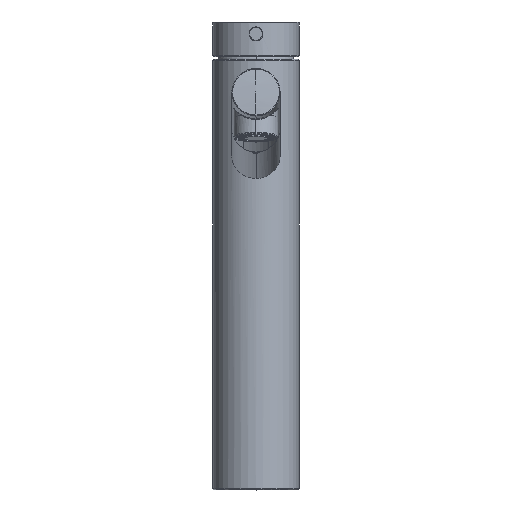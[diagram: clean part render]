
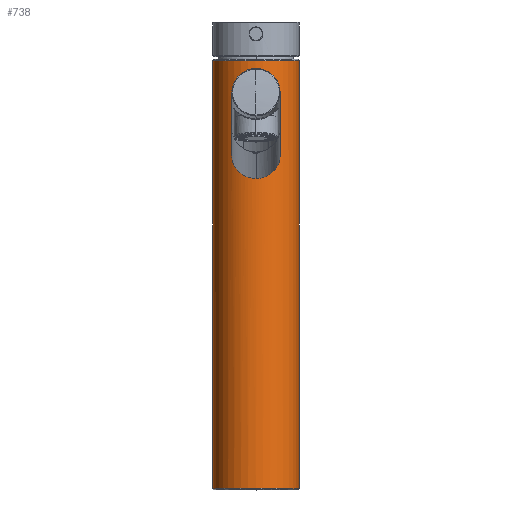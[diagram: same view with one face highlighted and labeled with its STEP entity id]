
A CAD part, top view. The second image highlights one B-rep face of the part: STEP entity #738.
In plain terms, the highlighted cylindrical face has radius 25 mm (diameter 50 mm), a partial arc.
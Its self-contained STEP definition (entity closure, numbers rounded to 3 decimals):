
#738=ADVANCED_FACE('',(#2282,#2283),#2284,.T.);
#2282=FACE_BOUND('',#8442,.T.);
#2283=FACE_OUTER_BOUND('',#8443,.T.);
#2284=CYLINDRICAL_SURFACE('',#8444,25.0);
#8442=EDGE_LOOP('',(#14764,#14765));
#8443=EDGE_LOOP('',(#14766,#14767,#14768,#14769,#14770,#14771));
#8444=AXIS2_PLACEMENT_3D('',#14772,#14773,#14774);
#14764=ORIENTED_EDGE('',*,*,#18935,.T.);
#14765=ORIENTED_EDGE('',*,*,#18939,.T.);
#14766=ORIENTED_EDGE('',*,*,#18940,.F.);
#14767=ORIENTED_EDGE('',*,*,#18941,.T.);
#14768=ORIENTED_EDGE('',*,*,#18150,.T.);
#14769=ORIENTED_EDGE('',*,*,#18942,.T.);
#14770=ORIENTED_EDGE('',*,*,#18152,.F.);
#14771=ORIENTED_EDGE('',*,*,#18943,.F.);
#14772=CARTESIAN_POINT('',(0.0,262.5,0.0));
#14773=DIRECTION('',(0.0,1.0,-0.0));
#14774=DIRECTION('',(-1.0,0.0,0.0));
#18150=EDGE_CURVE('',#21202,#21206,#21208,.T.);
#18152=EDGE_CURVE('',#21209,#21212,#21213,.T.);
#18935=EDGE_CURVE('',#22466,#22464,#22467,.T.);
#18939=EDGE_CURVE('',#22464,#22466,#22472,.T.);
#18940=EDGE_CURVE('',#21230,#21220,#22473,.T.);
#18941=EDGE_CURVE('',#21230,#21202,#22474,.T.);
#18942=EDGE_CURVE('',#21206,#21212,#22475,.T.);
#18943=EDGE_CURVE('',#21220,#21209,#22476,.T.);
#21202=VERTEX_POINT('',#27374);
#21206=VERTEX_POINT('',#27378);
#21208=CIRCLE('',#27380,25.0);
#21209=VERTEX_POINT('',#27381);
#21212=VERTEX_POINT('',#27384);
#21213=CIRCLE('',#27385,25.0);
#21220=VERTEX_POINT('',#27392);
#21230=VERTEX_POINT('',#27402);
#22464=VERTEX_POINT('',#31391);
#22466=VERTEX_POINT('',#31394);
#22467=B_SPLINE_CURVE_WITH_KNOTS('',3,(#31395,#31396,#31397,#31398,#31399,#31400,#31401,#31402,#31403,#31404,#31405,#31406,#31407,#31408,#31409,#31410,#31411,#31412,#31413,#31414,#31415,#31416,#31417,#31418,#31419,#31420,#31421,#31422,#31423,#31424,#31425,#31426,#31427,#31428,#31429,#31430,#31431,#31432,#31433,#31434,#31435),.UNSPECIFIED.,.F.,.F.,(4,2,2,2,2,2,2,2,2,2,3,2,2,2,2,2,2,2,2,4),(-24.004,-21.339,-18.674,-16.009,-13.345,-10.68,-8.01,-5.34,-2.67,-1.335,0.0,2.871,5.741,8.612,11.482,14.19,16.897,19.605,22.312,25.02),.UNSPECIFIED.);
#22472=B_SPLINE_CURVE_WITH_KNOTS('',3,(#31459,#31460,#31461,#31462,#31463,#31464,#31465,#31466,#31467,#31468,#31469,#31470,#31471,#31472,#31473,#31474,#31475,#31476,#31477,#31478,#31479,#31480,#31481,#31482,#31483,#31484,#31485,#31486,#31487,#31488,#31489,#31490,#31491,#31492,#31493,#31494,#31495,#31496,#31497,#31498),.UNSPECIFIED.,.F.,.F.,(4,2,2,2,2,2,2,2,2,2,2,2,2,2,2,2,2,2,2,4),(19.605,22.312,25.02,27.727,30.434,33.142,36.013,38.883,41.754,44.624,45.959,47.294,49.964,52.634,55.304,57.969,60.634,63.298,65.963,68.628),.UNSPECIFIED.);
#22473=LINE('',#31499,#31500);
#22474=CIRCLE('',#31501,25.0);
#22475=LINE('',#31502,#31503);
#22476=CIRCLE('',#31504,25.0);
#27374=CARTESIAN_POINT('',(24.997,0.8,0.408));
#27378=CARTESIAN_POINT('',(25.0,0.8,0.0));
#27380=AXIS2_PLACEMENT_3D('',#35591,#35592,#35593);
#27381=CARTESIAN_POINT('',(24.993,249.2,0.603));
#27384=CARTESIAN_POINT('',(25.0,249.2,0.0));
#27385=AXIS2_PLACEMENT_3D('',#35597,#35598,#35599);
#27392=CARTESIAN_POINT('',(-25.0,249.2,0.0));
#27402=CARTESIAN_POINT('',(-25.0,0.8,0.0));
#31391=CARTESIAN_POINT('',(0.,209.216,25.));
#31394=CARTESIAN_POINT('',(0.0,180.784,25.));
#31395=CARTESIAN_POINT('',(2.712,181.027,24.853));
#31396=CARTESIAN_POINT('',(1.804,180.863,24.952));
#31397=CARTESIAN_POINT('',(0.888,180.784,25.0));
#31398=CARTESIAN_POINT('',(-0.888,180.784,25.0));
#31399=CARTESIAN_POINT('',(-1.804,180.863,24.952));
#31400=CARTESIAN_POINT('',(-3.619,181.192,24.753));
#31401=CARTESIAN_POINT('',(-4.519,181.442,24.604));
#31402=CARTESIAN_POINT('',(-6.241,182.103,24.225));
#31403=CARTESIAN_POINT('',(-7.064,182.514,23.995));
#31404=CARTESIAN_POINT('',(-8.585,183.466,23.494));
#31405=CARTESIAN_POINT('',(-9.282,184.007,23.223));
#31406=CARTESIAN_POINT('',(-10.518,185.169,22.69));
#31407=CARTESIAN_POINT('',(-11.101,185.83,22.408));
#31408=CARTESIAN_POINT('',(-12.129,187.286,21.868));
#31409=CARTESIAN_POINT('',(-12.574,188.081,21.612));
#31410=CARTESIAN_POINT('',(-13.29,189.758,21.179));
#31411=CARTESIAN_POINT('',(-13.561,190.643,21.003));
#31412=CARTESIAN_POINT('',(-13.828,191.991,20.828));
#31413=CARTESIAN_POINT('',(-13.893,192.444,20.784));
#31414=CARTESIAN_POINT('',(-13.979,193.348,20.726));
#31415=CARTESIAN_POINT('',(-14.0,193.799,20.712));
#31416=CARTESIAN_POINT('',(-14.0,194.244,20.712));
#31417=CARTESIAN_POINT('',(-14.0,195.201,20.712));
#31418=CARTESIAN_POINT('',(-13.904,196.179,20.778));
#31419=CARTESIAN_POINT('',(-13.52,198.114,21.03));
#31420=CARTESIAN_POINT('',(-13.233,199.071,21.215));
#31421=CARTESIAN_POINT('',(-12.49,200.903,21.66));
#31422=CARTESIAN_POINT('',(-12.035,201.78,21.921));
#31423=CARTESIAN_POINT('',(-10.99,203.409,22.463));
#31424=CARTESIAN_POINT('',(-10.4,204.161,22.744));
#31425=CARTESIAN_POINT('',(-9.178,205.462,23.263));
#31426=CARTESIAN_POINT('',(-8.505,206.067,23.522));
#31427=CARTESIAN_POINT('',(-7.03,207.151,24.004));
#31428=CARTESIAN_POINT('',(-6.226,207.631,24.228));
#31429=CARTESIAN_POINT('',(-4.532,208.412,24.601));
#31430=CARTESIAN_POINT('',(-3.64,208.715,24.75));
#31431=CARTESIAN_POINT('',(-1.825,209.117,24.95));
#31432=CARTESIAN_POINT('',(-0.902,209.216,25.0));
#31433=CARTESIAN_POINT('',(0.902,209.216,25.0));
#31434=CARTESIAN_POINT('',(1.825,209.117,24.95));
#31435=CARTESIAN_POINT('',(2.733,208.916,24.85));
#31459=CARTESIAN_POINT('',(-2.733,208.916,24.85));
#31460=CARTESIAN_POINT('',(-1.825,209.117,24.95));
#31461=CARTESIAN_POINT('',(-0.902,209.216,25.0));
#31462=CARTESIAN_POINT('',(0.902,209.216,25.0));
#31463=CARTESIAN_POINT('',(1.825,209.117,24.95));
#31464=CARTESIAN_POINT('',(3.64,208.715,24.75));
#31465=CARTESIAN_POINT('',(4.532,208.412,24.601));
#31466=CARTESIAN_POINT('',(6.226,207.631,24.228));
#31467=CARTESIAN_POINT('',(7.03,207.151,24.004));
#31468=CARTESIAN_POINT('',(8.505,206.067,23.522));
#31469=CARTESIAN_POINT('',(9.178,205.462,23.263));
#31470=CARTESIAN_POINT('',(10.4,204.161,22.744));
#31471=CARTESIAN_POINT('',(10.99,203.409,22.463));
#31472=CARTESIAN_POINT('',(12.035,201.78,21.921));
#31473=CARTESIAN_POINT('',(12.49,200.903,21.66));
#31474=CARTESIAN_POINT('',(13.233,199.071,21.215));
#31475=CARTESIAN_POINT('',(13.52,198.114,21.03));
#31476=CARTESIAN_POINT('',(13.904,196.179,20.778));
#31477=CARTESIAN_POINT('',(14.0,195.201,20.712));
#31478=CARTESIAN_POINT('',(14.0,193.799,20.712));
#31479=CARTESIAN_POINT('',(13.979,193.348,20.726));
#31480=CARTESIAN_POINT('',(13.893,192.444,20.784));
#31481=CARTESIAN_POINT('',(13.828,191.991,20.828));
#31482=CARTESIAN_POINT('',(13.561,190.643,21.003));
#31483=CARTESIAN_POINT('',(13.29,189.758,21.179));
#31484=CARTESIAN_POINT('',(12.574,188.081,21.612));
#31485=CARTESIAN_POINT('',(12.129,187.286,21.868));
#31486=CARTESIAN_POINT('',(11.101,185.83,22.408));
#31487=CARTESIAN_POINT('',(10.518,185.169,22.69));
#31488=CARTESIAN_POINT('',(9.282,184.007,23.223));
#31489=CARTESIAN_POINT('',(8.585,183.466,23.494));
#31490=CARTESIAN_POINT('',(7.064,182.514,23.995));
#31491=CARTESIAN_POINT('',(6.241,182.103,24.225));
#31492=CARTESIAN_POINT('',(4.519,181.442,24.604));
#31493=CARTESIAN_POINT('',(3.619,181.192,24.753));
#31494=CARTESIAN_POINT('',(1.804,180.863,24.952));
#31495=CARTESIAN_POINT('',(0.888,180.784,25.0));
#31496=CARTESIAN_POINT('',(-0.888,180.784,25.0));
#31497=CARTESIAN_POINT('',(-1.804,180.863,24.952));
#31498=CARTESIAN_POINT('',(-2.712,181.027,24.853));
#31499=CARTESIAN_POINT('',(-25.0,0.8,0.));
#31500=VECTOR('',#36849,248.4);
#31501=AXIS2_PLACEMENT_3D('',#36850,#36851,#36852);
#31502=CARTESIAN_POINT('',(25.0,0.8,0.));
#31503=VECTOR('',#36853,248.4);
#31504=AXIS2_PLACEMENT_3D('',#36854,#36855,#36856);
#35591=CARTESIAN_POINT('',(0.,0.8,0.0));
#35592=DIRECTION('',(0.0,1.0,0.0));
#35593=DIRECTION('',(-1.0,0.0,0.0));
#35597=CARTESIAN_POINT('',(0.0,249.2,0.0));
#35598=DIRECTION('',(0.0,1.0,0.0));
#35599=DIRECTION('',(-1.0,0.0,0.0));
#36849=DIRECTION('',(0.0,1.0,0.));
#36850=CARTESIAN_POINT('',(0.,0.8,0.0));
#36851=DIRECTION('',(0.0,1.0,0.0));
#36852=DIRECTION('',(-1.0,0.0,0.0));
#36853=DIRECTION('',(0.0,1.0,0.));
#36854=CARTESIAN_POINT('',(0.0,249.2,0.0));
#36855=DIRECTION('',(0.0,1.0,0.0));
#36856=DIRECTION('',(-1.0,0.0,0.0));
